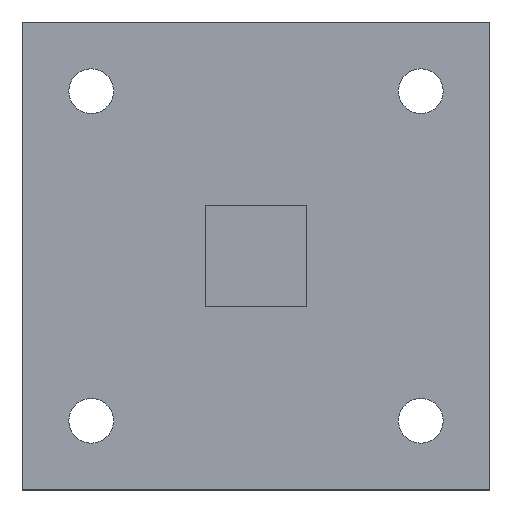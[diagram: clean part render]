
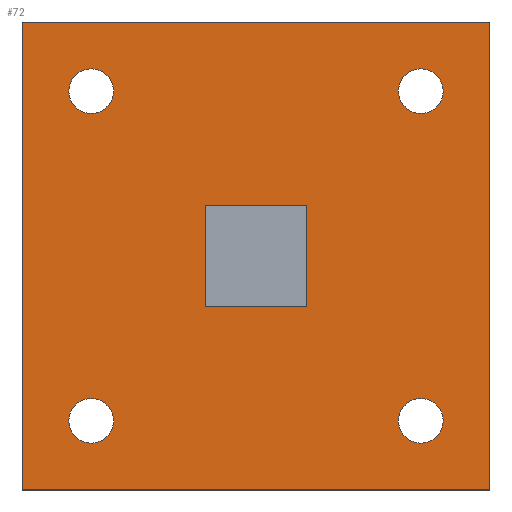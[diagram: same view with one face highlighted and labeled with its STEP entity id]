
A CAD part, top view. The second image highlights one B-rep face of the part: STEP entity #72.
In plain terms, the highlighted planar face has unit normal (0, 0, 1).
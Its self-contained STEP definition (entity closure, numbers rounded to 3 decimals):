
#1 = ORIENTED_EDGE ( 'NONE', *, *, #11, .F. ) ;
#2 = EDGE_CURVE ( 'NONE', #6, #127, #320, .T. ) ;
#3 = EDGE_CURVE ( 'NONE', #7, #6, #318, .T. ) ;
#4 = VERTEX_POINT ( 'NONE', #345 ) ;
#5 = EDGE_CURVE ( 'NONE', #4, #7, #332, .T. ) ;
#6 = VERTEX_POINT ( 'NONE', #333 ) ;
#7 = VERTEX_POINT ( 'NONE', #326 ) ;
#9 = ORIENTED_EDGE ( 'NONE', *, *, #3, .F. ) ;
#11 = EDGE_CURVE ( 'NONE', #140, #76, #346, .T. ) ;
#12 = ORIENTED_EDGE ( 'NONE', *, *, #139, .F. ) ;
#14 = ORIENTED_EDGE ( 'NONE', *, *, #5, .F. ) ;
#23 = ORIENTED_EDGE ( 'NONE', *, *, #39, .F. ) ;
#39 = EDGE_CURVE ( 'NONE', #127, #4, #238, .T. ) ;
#68 = VERTEX_POINT ( 'NONE', #311 ) ;
#70 = VERTEX_POINT ( 'NONE', #363 ) ;
#71 = EDGE_CURVE ( 'NONE', #142, #141, #358, .T. ) ;
#72 = ADVANCED_FACE ( 'NONE', ( #373, #369, #368, #375, #374, #366 ), #365, .T. ) ;
#74 = EDGE_LOOP ( 'NONE', ( #151, #156 ) ) ;
#75 = EDGE_LOOP ( 'NONE', ( #130, #121, #116, #115 ) ) ;
#76 = VERTEX_POINT ( 'NONE', #370 ) ;
#82 = EDGE_CURVE ( 'NONE', #141, #142, #377, .T. ) ;
#83 = EDGE_LOOP ( 'NONE', ( #153, #123 ) ) ;
#90 = VERTEX_POINT ( 'NONE', #388 ) ;
#91 = VERTEX_POINT ( 'NONE', #387 ) ;
#98 = EDGE_CURVE ( 'NONE', #90, #91, #391, .T. ) ;
#111 = VERTEX_POINT ( 'NONE', #450 ) ;
#112 = ORIENTED_EDGE ( 'NONE', *, *, #132, .F. ) ;
#113 = VERTEX_POINT ( 'NONE', #461 ) ;
#114 = EDGE_LOOP ( 'NONE', ( #119, #112 ) ) ;
#115 = ORIENTED_EDGE ( 'NONE', *, *, #117, .T. ) ;
#116 = ORIENTED_EDGE ( 'NONE', *, *, #122, .T. ) ;
#117 = EDGE_CURVE ( 'NONE', #113, #120, #436, .T. ) ;
#118 = VERTEX_POINT ( 'NONE', #478 ) ;
#119 = ORIENTED_EDGE ( 'NONE', *, *, #98, .F. ) ;
#120 = VERTEX_POINT ( 'NONE', #475 ) ;
#121 = ORIENTED_EDGE ( 'NONE', *, *, #131, .T. ) ;
#122 = EDGE_CURVE ( 'NONE', #118, #113, #472, .T. ) ;
#123 = ORIENTED_EDGE ( 'NONE', *, *, #82, .F. ) ;
#124 = EDGE_CURVE ( 'NONE', #70, #68, #480, .T. ) ;
#126 = EDGE_LOOP ( 'NONE', ( #128, #9, #14, #23 ) ) ;
#127 = VERTEX_POINT ( 'NONE', #481 ) ;
#128 = ORIENTED_EDGE ( 'NONE', *, *, #2, .F. ) ;
#129 = EDGE_CURVE ( 'NONE', #120, #111, #470, .T. ) ;
#130 = ORIENTED_EDGE ( 'NONE', *, *, #129, .T. ) ;
#131 = EDGE_CURVE ( 'NONE', #111, #118, #465, .T. ) ;
#132 = EDGE_CURVE ( 'NONE', #91, #90, #505, .T. ) ;
#133 = EDGE_LOOP ( 'NONE', ( #12, #1 ) ) ;
#139 = EDGE_CURVE ( 'NONE', #76, #140, #504, .T. ) ;
#140 = VERTEX_POINT ( 'NONE', #489 ) ;
#141 = VERTEX_POINT ( 'NONE', #488 ) ;
#142 = VERTEX_POINT ( 'NONE', #493 ) ;
#148 = EDGE_CURVE ( 'NONE', #68, #70, #536, .T. ) ;
#151 = ORIENTED_EDGE ( 'NONE', *, *, #148, .F. ) ;
#153 = ORIENTED_EDGE ( 'NONE', *, *, #71, .F. ) ;
#156 = ORIENTED_EDGE ( 'NONE', *, *, #124, .F. ) ;
#235 = DIRECTION ( 'NONE',  ( 0., -1., 0. ) ) ;
#236 = VECTOR ( 'NONE', #235, 1000. ) ;
#237 = CARTESIAN_POINT ( 'NONE',  ( -2.5, 2.5, 1.6 ) ) ;
#238 = LINE ( 'NONE', #237, #236 ) ;
#311 = CARTESIAN_POINT ( 'NONE',  ( -9.2, -8.1, 1.6 ) ) ;
#316 = VECTOR ( 'NONE', #321, 1000. ) ;
#317 = CARTESIAN_POINT ( 'NONE',  ( 2.5, 2.5, 1.6 ) ) ;
#318 = LINE ( 'NONE', #317, #316 ) ;
#319 = DIRECTION ( 'NONE',  ( -1., 0., 0. ) ) ;
#320 = LINE ( 'NONE', #325, #334 ) ;
#321 = DIRECTION ( 'NONE',  ( 0., 1., 0. ) ) ;
#325 = CARTESIAN_POINT ( 'NONE',  ( -2.5, 2.5, 1.6 ) ) ;
#326 = CARTESIAN_POINT ( 'NONE',  ( 2.5, -2.5, 1.6 ) ) ;
#327 = DIRECTION ( 'NONE',  ( 1., 0., 0. ) ) ;
#328 = VECTOR ( 'NONE', #327, 1000. ) ;
#331 = CARTESIAN_POINT ( 'NONE',  ( -2.5, -2.5, 1.6 ) ) ;
#332 = LINE ( 'NONE', #331, #328 ) ;
#333 = CARTESIAN_POINT ( 'NONE',  ( 2.5, 2.5, 1.6 ) ) ;
#334 = VECTOR ( 'NONE', #319, 1000. ) ;
#340 = DIRECTION ( 'NONE',  ( 1., 0., 0. ) ) ;
#341 = DIRECTION ( 'NONE',  ( 0., 0., 1. ) ) ;
#342 = CARTESIAN_POINT ( 'NONE',  ( 8.1, -8.1, 1.6 ) ) ;
#343 = AXIS2_PLACEMENT_3D ( 'NONE', #342, #341, #340 ) ;
#345 = CARTESIAN_POINT ( 'NONE',  ( -2.5, -2.5, 1.6 ) ) ;
#346 = CIRCLE ( 'NONE', #343, 1.1 ) ;
#352 = DIRECTION ( 'NONE',  ( -1., 0., 0. ) ) ;
#353 = DIRECTION ( 'NONE',  ( 0., 0., 1. ) ) ;
#358 = CIRCLE ( 'NONE', #367, 1.1 ) ;
#359 = DIRECTION ( 'NONE',  ( -1., 0., 0. ) ) ;
#360 = DIRECTION ( 'NONE',  ( 0., 0., 1. ) ) ;
#361 = CARTESIAN_POINT ( 'NONE',  ( 8.1, 8.1, 1.6 ) ) ;
#362 = AXIS2_PLACEMENT_3D ( 'NONE', #361, #360, #359 ) ;
#363 = CARTESIAN_POINT ( 'NONE',  ( -7., -8.1, 1.6 ) ) ;
#364 = AXIS2_PLACEMENT_3D ( 'NONE', #382, #381, #380 ) ;
#365 = PLANE ( 'NONE',  #364 ) ;
#366 = FACE_BOUND ( 'NONE', #126, .T. ) ;
#367 = AXIS2_PLACEMENT_3D ( 'NONE', #372, #353, #352 ) ;
#368 = FACE_OUTER_BOUND ( 'NONE', #75, .T. ) ;
#369 = FACE_BOUND ( 'NONE', #74, .T. ) ;
#370 = CARTESIAN_POINT ( 'NONE',  ( 7., -8.1, 1.6 ) ) ;
#372 = CARTESIAN_POINT ( 'NONE',  ( 8.1, 8.1, 1.6 ) ) ;
#373 = FACE_BOUND ( 'NONE', #83, .T. ) ;
#374 = FACE_BOUND ( 'NONE', #133, .T. ) ;
#375 = FACE_BOUND ( 'NONE', #114, .T. ) ;
#377 = CIRCLE ( 'NONE', #362, 1.1 ) ;
#379 = DIRECTION ( 'NONE',  ( 0., 0., 1. ) ) ;
#380 = DIRECTION ( 'NONE',  ( 1., 0., 0. ) ) ;
#381 = DIRECTION ( 'NONE',  ( 0., 0., 1. ) ) ;
#382 = CARTESIAN_POINT ( 'NONE',  ( 11.5, -11.5, 1.6 ) ) ;
#387 = CARTESIAN_POINT ( 'NONE',  ( -7., 8.1, 1.6 ) ) ;
#388 = CARTESIAN_POINT ( 'NONE',  ( -9.2, 8.1, 1.6 ) ) ;
#389 = CARTESIAN_POINT ( 'NONE',  ( -8.1, 8.1, 1.6 ) ) ;
#390 = AXIS2_PLACEMENT_3D ( 'NONE', #389, #379, #412 ) ;
#391 = CIRCLE ( 'NONE', #390, 1.1 ) ;
#392 = VECTOR ( 'NONE', #405, 1000. ) ;
#405 = DIRECTION ( 'NONE',  ( -1., 0., 0. ) ) ;
#412 = DIRECTION ( 'NONE',  ( 1., 0., 0. ) ) ;
#433 = DIRECTION ( 'NONE',  ( 1., 0., 0. ) ) ;
#434 = VECTOR ( 'NONE', #433, 1000. ) ;
#435 = CARTESIAN_POINT ( 'NONE',  ( -11.5, -11.5, 1.6 ) ) ;
#436 = LINE ( 'NONE', #435, #434 ) ;
#450 = CARTESIAN_POINT ( 'NONE',  ( 11.5, 11.5, 1.6 ) ) ;
#461 = CARTESIAN_POINT ( 'NONE',  ( -11.5, -11.5, 1.6 ) ) ;
#464 = CARTESIAN_POINT ( 'NONE',  ( -11.5, 11.5, 1.6 ) ) ;
#465 = LINE ( 'NONE', #464, #392 ) ;
#467 = DIRECTION ( 'NONE',  ( 0., 1., 0. ) ) ;
#468 = VECTOR ( 'NONE', #467, 1000. ) ;
#469 = CARTESIAN_POINT ( 'NONE',  ( 11.5, 11.5, 1.6 ) ) ;
#470 = LINE ( 'NONE', #469, #468 ) ;
#471 = CARTESIAN_POINT ( 'NONE',  ( -11.5, 11.5, 1.6 ) ) ;
#472 = LINE ( 'NONE', #471, #474 ) ;
#473 = DIRECTION ( 'NONE',  ( 0., -1., 0. ) ) ;
#474 = VECTOR ( 'NONE', #473, 1000. ) ;
#475 = CARTESIAN_POINT ( 'NONE',  ( 11.5, -11.5, 1.6 ) ) ;
#476 = DIRECTION ( 'NONE',  ( -1., 0., 0. ) ) ;
#477 = AXIS2_PLACEMENT_3D ( 'NONE', #479, #482, #476 ) ;
#478 = CARTESIAN_POINT ( 'NONE',  ( -11.5, 11.5, 1.6 ) ) ;
#479 = CARTESIAN_POINT ( 'NONE',  ( -8.1, -8.1, 1.6 ) ) ;
#480 = CIRCLE ( 'NONE', #477, 1.1 ) ;
#481 = CARTESIAN_POINT ( 'NONE',  ( -2.5, 2.5, 1.6 ) ) ;
#482 = DIRECTION ( 'NONE',  ( 0., 0., 1. ) ) ;
#483 = AXIS2_PLACEMENT_3D ( 'NONE', #501, #499, #500 ) ;
#488 = CARTESIAN_POINT ( 'NONE',  ( 9.2, 8.1, 1.6 ) ) ;
#489 = CARTESIAN_POINT ( 'NONE',  ( 9.2, -8.1, 1.6 ) ) ;
#490 = DIRECTION ( 'NONE',  ( 1., 0., 0. ) ) ;
#491 = DIRECTION ( 'NONE',  ( 0., 0., 1. ) ) ;
#493 = CARTESIAN_POINT ( 'NONE',  ( 7., 8.1, 1.6 ) ) ;
#499 = DIRECTION ( 'NONE',  ( 0., 0., 1. ) ) ;
#500 = DIRECTION ( 'NONE',  ( 1., 0., 0. ) ) ;
#501 = CARTESIAN_POINT ( 'NONE',  ( -8.1, 8.1, 1.6 ) ) ;
#502 = CARTESIAN_POINT ( 'NONE',  ( 8.1, -8.1, 1.6 ) ) ;
#503 = AXIS2_PLACEMENT_3D ( 'NONE', #502, #491, #490 ) ;
#504 = CIRCLE ( 'NONE', #503, 1.1 ) ;
#505 = CIRCLE ( 'NONE', #483, 1.1 ) ;
#514 = DIRECTION ( 'NONE',  ( -1., 0., 0. ) ) ;
#515 = DIRECTION ( 'NONE',  ( 0., 0., 1. ) ) ;
#534 = CARTESIAN_POINT ( 'NONE',  ( -8.1, -8.1, 1.6 ) ) ;
#535 = AXIS2_PLACEMENT_3D ( 'NONE', #534, #515, #514 ) ;
#536 = CIRCLE ( 'NONE', #535, 1.1 ) ;
